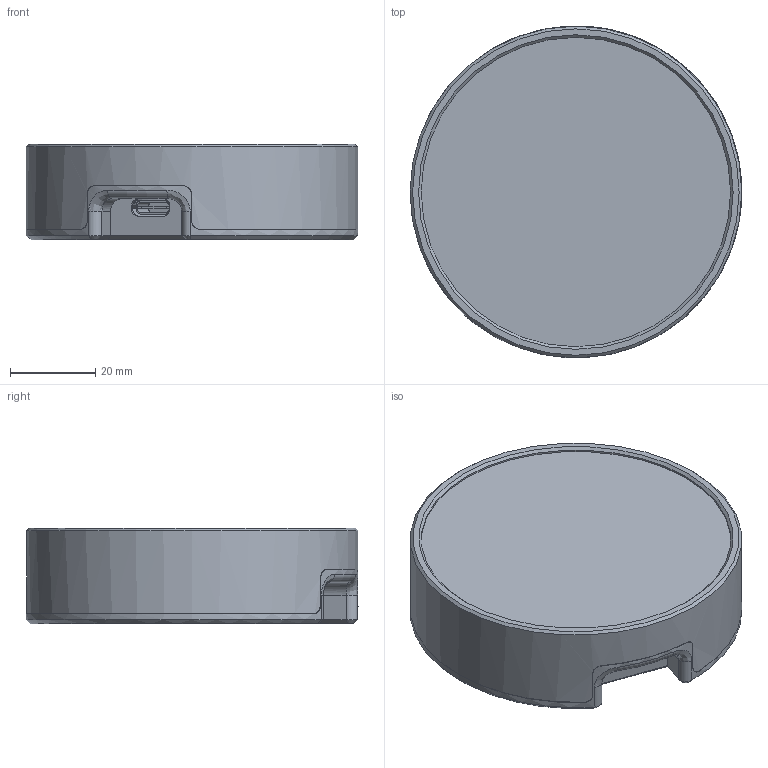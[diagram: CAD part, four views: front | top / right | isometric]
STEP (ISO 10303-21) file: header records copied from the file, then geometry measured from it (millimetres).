
FILE_DESCRIPTION(/* description */ ('','CAx-IF Rec.Pracs.---Representation and Presentation of Product Manufacturing Information (PMI)---4.0---2014-10-13'),/* implementation_level */ '2;1');
FILE_NAME(/* name */ 'Display Case.step',/* time_stamp */ '2024-11-26T23:35:40+01:00',/* author */ (''),/* organization */ (''),/* preprocessor_version */ 'ST-DEVELOPER v20',/* originating_system */ 'Autodesk Translation Framework v13.20.0.188',/* authorisation */ '');
FILE_SCHEMA (('AP242_MANAGED_MODEL_BASED_3D_ENGINEERING_MIM_LF { 1 0 10303 442 1 1 4 }'));
Length unit declared in the file: millimetre
Products named in the file (7): Display Case; Case Front; Case Back; T_RGB-LCD_ASM; LCD_BH021; T_RGB-V1_0; T_RGB_COVA
Assembly tree (6 placements, depth 3):
  Display Case
    Case Front
    Case Back
    T_RGB-LCD_ASM
      LCD_BH021
      T_RGB-V1_0
      T_RGB_COVA
Bounding box: 77.86 x 77.9 x 22.5 mm (x, y, z)
Volume: 60190.1 mm3; surface area: 53054.1 mm2
Topology: 6 solids, 6 shells, 1618 faces, 4390 edges, 2910 vertices
Faces by surface type: plane 1408, cylinder 90, bspline 86, cone 23, torus 11
Full cylindrical faces by diameter (mm): 0.587 x1, 1.761 x1, 2 x1, 3.2 x2, 6.1 x4, 53.88 x1, 72.6 x1, 75 x1, 75.4 x1, 77.8 x2
Entity records: 51316 total; most frequent: CARTESIAN_POINT 10549, ORIENTED_EDGE 8780, DIRECTION 7464, EDGE_CURVE 4390, LINE 3942, VECTOR 3942, VERTEX_POINT 2910, EDGE_LOOP 1846
